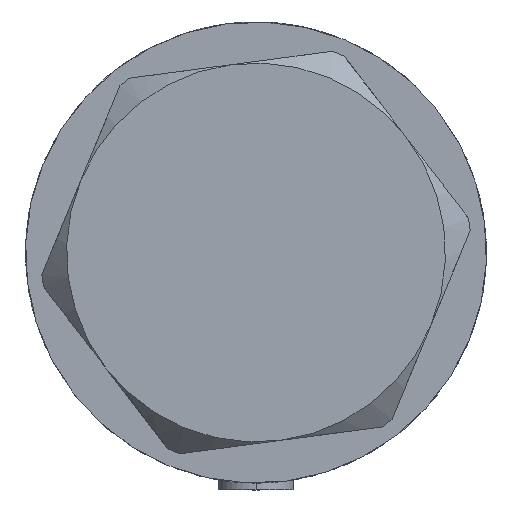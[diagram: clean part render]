
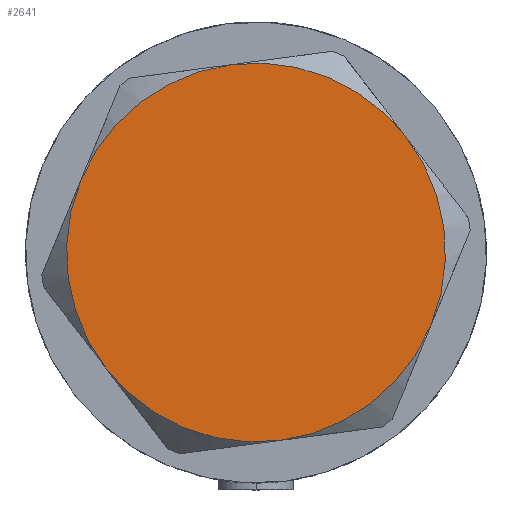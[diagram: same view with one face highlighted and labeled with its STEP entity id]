
A CAD part, left-side view. The second image highlights one B-rep face of the part: STEP entity #2641.
In plain terms, the highlighted face is planar.
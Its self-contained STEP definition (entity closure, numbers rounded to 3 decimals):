
#69 = CARTESIAN_POINT ( 'NONE',  ( 0., 0., 14.5 ) ) ;
#100 = DIRECTION ( 'NONE',  ( 0., 0., 1. ) ) ;
#170 = EDGE_CURVE ( 'NONE', #1291, #1065, #2871, .T. ) ;
#297 = VERTEX_POINT ( 'NONE', #2229 ) ;
#438 = EDGE_CURVE ( 'NONE', #297, #2705, #3899, .T. ) ;
#443 = DIRECTION ( 'NONE',  ( 1., 0., 0. ) ) ;
#516 = CARTESIAN_POINT ( 'NONE',  ( 0., 0., 14.5 ) ) ;
#791 = ORIENTED_EDGE ( 'NONE', *, *, #438, .T. ) ;
#827 = FACE_OUTER_BOUND ( 'NONE', #4763, .T. ) ;
#957 = DIRECTION ( 'NONE',  ( 1., 0., 0. ) ) ;
#1006 = ORIENTED_EDGE ( 'NONE', *, *, #170, .T. ) ;
#1017 = CARTESIAN_POINT ( 'NONE',  ( 0., 0., 14.5 ) ) ;
#1065 = VERTEX_POINT ( 'NONE', #3973 ) ;
#1242 = ORIENTED_EDGE ( 'NONE', *, *, #2185, .T. ) ;
#1275 = CIRCLE ( 'NONE', #4755, 30. ) ;
#1291 = VERTEX_POINT ( 'NONE', #3406 ) ;
#1424 = DIRECTION ( 'NONE',  ( 0., 0., 1. ) ) ;
#1429 = CIRCLE ( 'NONE', #3614, 30. ) ;
#1481 = VERTEX_POINT ( 'NONE', #3318 ) ;
#1706 = ORIENTED_EDGE ( 'NONE', *, *, #2378, .T. ) ;
#1805 = AXIS2_PLACEMENT_3D ( 'NONE', #1017, #2509, #3570 ) ;
#1899 = DIRECTION ( 'NONE',  ( 1., 0., 0. ) ) ;
#2185 = EDGE_CURVE ( 'NONE', #2705, #1481, #4459, .T. ) ;
#2229 = CARTESIAN_POINT ( 'NONE',  ( -15., 25.981, 14.5 ) ) ;
#2259 = EDGE_CURVE ( 'NONE', #1481, #3752, #1275, .T. ) ;
#2306 = DIRECTION ( 'NONE',  ( 0., 0., 1. ) ) ;
#2378 = EDGE_CURVE ( 'NONE', #3752, #1291, #3911, .T. ) ;
#2509 = DIRECTION ( 'NONE',  ( 0., 0., 1. ) ) ;
#2641 = ADVANCED_FACE ( 'NONE', ( #827 ), #3488, .T. ) ;
#2662 = DIRECTION ( 'NONE',  ( 1., 0., 0. ) ) ;
#2705 = VERTEX_POINT ( 'NONE', #4188 ) ;
#2871 = CIRCLE ( 'NONE', #4050, 30. ) ;
#2983 = CARTESIAN_POINT ( 'NONE',  ( 0., 0., 14.5 ) ) ;
#3023 = EDGE_CURVE ( 'NONE', #1065, #297, #1429, .T. ) ;
#3126 = DIRECTION ( 'NONE',  ( 0., 0., 1. ) ) ;
#3186 = DIRECTION ( 'NONE',  ( 0., 0., 1. ) ) ;
#3301 = ORIENTED_EDGE ( 'NONE', *, *, #3023, .T. ) ;
#3318 = CARTESIAN_POINT ( 'NONE',  ( -15., -25.981, 14.5 ) ) ;
#3371 = AXIS2_PLACEMENT_3D ( 'NONE', #3437, #100, #2662 ) ;
#3406 = CARTESIAN_POINT ( 'NONE',  ( 30., 0., 14.5 ) ) ;
#3437 = CARTESIAN_POINT ( 'NONE',  ( 0., 0., 14.5 ) ) ;
#3488 = PLANE ( 'NONE',  #3371 ) ;
#3541 = CARTESIAN_POINT ( 'NONE',  ( 15., -25.981, 14.5 ) ) ;
#3570 = DIRECTION ( 'NONE',  ( 1., 0., 0. ) ) ;
#3606 = AXIS2_PLACEMENT_3D ( 'NONE', #2983, #1424, #443 ) ;
#3614 = AXIS2_PLACEMENT_3D ( 'NONE', #69, #4139, #1899 ) ;
#3752 = VERTEX_POINT ( 'NONE', #3541 ) ;
#3899 = CIRCLE ( 'NONE', #4054, 30. ) ;
#3911 = CIRCLE ( 'NONE', #1805, 30. ) ;
#3973 = CARTESIAN_POINT ( 'NONE',  ( 15., 25.981, 14.5 ) ) ;
#4050 = AXIS2_PLACEMENT_3D ( 'NONE', #4647, #3186, #957 ) ;
#4054 = AXIS2_PLACEMENT_3D ( 'NONE', #4263, #2306, #4674 ) ;
#4139 = DIRECTION ( 'NONE',  ( 0., 0., 1. ) ) ;
#4188 = CARTESIAN_POINT ( 'NONE',  ( -30., 0., 14.5 ) ) ;
#4247 = DIRECTION ( 'NONE',  ( 1., 0., 0. ) ) ;
#4263 = CARTESIAN_POINT ( 'NONE',  ( 0., 0., 14.5 ) ) ;
#4303 = ORIENTED_EDGE ( 'NONE', *, *, #2259, .T. ) ;
#4459 = CIRCLE ( 'NONE', #3606, 30. ) ;
#4647 = CARTESIAN_POINT ( 'NONE',  ( 0., 0., 14.5 ) ) ;
#4674 = DIRECTION ( 'NONE',  ( 1., 0., 0. ) ) ;
#4755 = AXIS2_PLACEMENT_3D ( 'NONE', #516, #3126, #4247 ) ;
#4763 = EDGE_LOOP ( 'NONE', ( #1706, #1006, #3301, #791, #1242, #4303 ) ) ;
